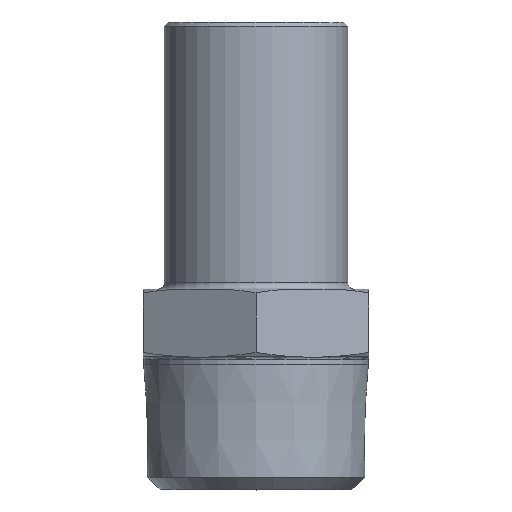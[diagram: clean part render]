
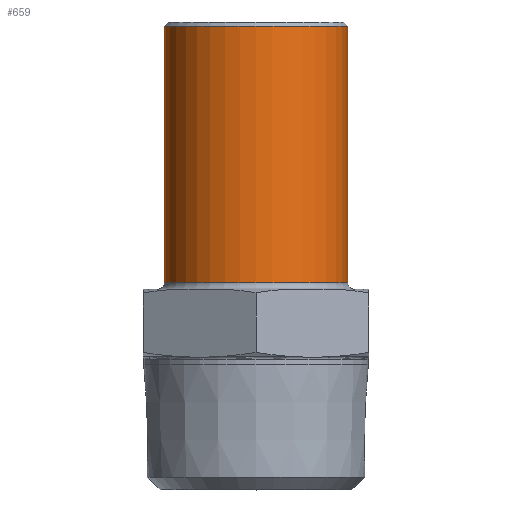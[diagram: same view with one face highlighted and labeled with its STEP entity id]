
A CAD part, top view. The second image highlights one B-rep face of the part: STEP entity #659.
In plain terms, the highlighted cylindrical face has radius 11 mm (diameter 22 mm), a full revolution.
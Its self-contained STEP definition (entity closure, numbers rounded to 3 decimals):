
#61=CYLINDRICAL_SURFACE('',#745,11.);
#78=LINE('',#1131,#110);
#110=VECTOR('',#886,11.);
#155=FACE_OUTER_BOUND('',#194,.T.);
#194=EDGE_LOOP('',(#512,#513,#514,#515,#516,#517));
#250=CIRCLE('',#741,11.);
#251=CIRCLE('',#742,11.);
#253=CIRCLE('',#746,11.);
#254=CIRCLE('',#747,11.);
#301=VERTEX_POINT('',#1121);
#302=VERTEX_POINT('',#1123);
#304=VERTEX_POINT('',#1130);
#305=VERTEX_POINT('',#1132);
#382=EDGE_CURVE('',#301,#302,#250,.T.);
#383=EDGE_CURVE('',#302,#301,#251,.T.);
#385=EDGE_CURVE('',#302,#304,#78,.T.);
#386=EDGE_CURVE('',#304,#305,#253,.T.);
#387=EDGE_CURVE('',#305,#304,#254,.T.);
#512=ORIENTED_EDGE('',*,*,#382,.F.);
#513=ORIENTED_EDGE('',*,*,#383,.F.);
#514=ORIENTED_EDGE('',*,*,#385,.T.);
#515=ORIENTED_EDGE('',*,*,#386,.T.);
#516=ORIENTED_EDGE('',*,*,#387,.T.);
#517=ORIENTED_EDGE('',*,*,#385,.F.);
#659=ADVANCED_FACE('',(#155),#61,.T.);
#741=AXIS2_PLACEMENT_3D('',#1124,#876,#877);
#742=AXIS2_PLACEMENT_3D('',#1125,#878,#879);
#745=AXIS2_PLACEMENT_3D('',#1129,#884,#885);
#746=AXIS2_PLACEMENT_3D('',#1133,#887,#888);
#747=AXIS2_PLACEMENT_3D('',#1134,#889,#890);
#876=DIRECTION('center_axis',(0.,1.,0.));
#877=DIRECTION('ref_axis',(0.,0.,-1.));
#878=DIRECTION('center_axis',(0.,1.,0.));
#879=DIRECTION('ref_axis',(0.,0.,-1.));
#884=DIRECTION('center_axis',(0.,1.,0.));
#885=DIRECTION('ref_axis',(0.,0.,1.));
#886=DIRECTION('',(0.,-1.,0.));
#887=DIRECTION('center_axis',(0.,1.,0.));
#888=DIRECTION('ref_axis',(1.,0.,0.));
#889=DIRECTION('center_axis',(0.,1.,0.));
#890=DIRECTION('ref_axis',(1.,0.,0.));
#1121=CARTESIAN_POINT('',(0.,55.5,11.));
#1123=CARTESIAN_POINT('',(0.,55.5,-11.));
#1124=CARTESIAN_POINT('Origin',(0.,55.5,0.));
#1125=CARTESIAN_POINT('Origin',(0.,55.5,0.));
#1129=CARTESIAN_POINT('Origin',(0.,40.4,0.));
#1130=CARTESIAN_POINT('',(0.,24.8,-11.));
#1131=CARTESIAN_POINT('',(0.,40.4,-11.));
#1132=CARTESIAN_POINT('',(0.,24.8,11.));
#1133=CARTESIAN_POINT('Origin',(0.,24.8,0.));
#1134=CARTESIAN_POINT('Origin',(0.,24.8,0.));
